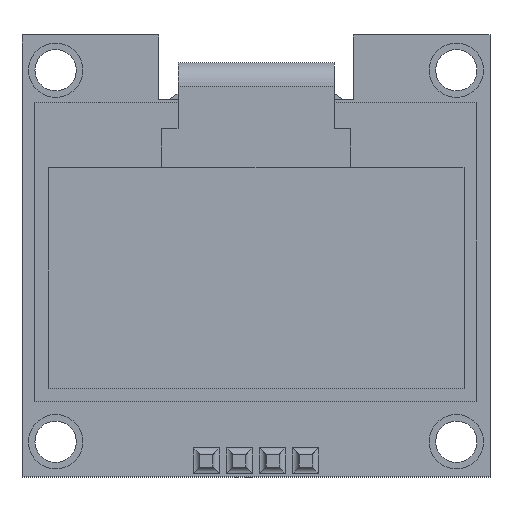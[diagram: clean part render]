
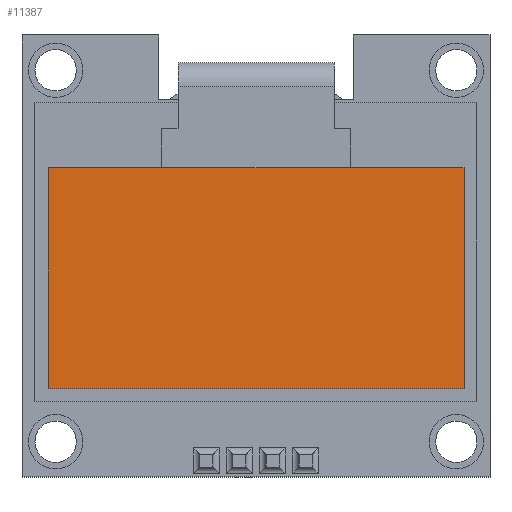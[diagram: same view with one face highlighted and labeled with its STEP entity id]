
A CAD part, top view. The second image highlights one B-rep face of the part: STEP entity #11387.
In plain terms, the highlighted planar face has unit normal (0, 0, 1).
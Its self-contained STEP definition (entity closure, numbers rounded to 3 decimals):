
#10585=CARTESIAN_POINT('',(-16.,6.8,3.6));
#10586=VERTEX_POINT('',#10585);
#10593=CARTESIAN_POINT('',(16.,6.8,3.6));
#10594=VERTEX_POINT('',#10593);
#10595=CARTESIAN_POINT('',(16.,6.8,3.6));
#10596=DIRECTION('',(-1.,-0.,0.));
#10597=VECTOR('',#10596,32.);
#10598=LINE('',#10595,#10597);
#10599=EDGE_CURVE('',#10594,#10586,#10598,.T.);
#11315=CARTESIAN_POINT('',(16.,-10.2,3.6));
#11316=VERTEX_POINT('',#11315);
#11317=CARTESIAN_POINT('',(16.,-10.2,3.6));
#11318=DIRECTION('',(0.,1.,0.));
#11319=VECTOR('',#11318,17.);
#11320=LINE('',#11317,#11319);
#11321=EDGE_CURVE('',#11316,#10594,#11320,.T.);
#11339=CARTESIAN_POINT('',(-16.,-10.2,3.6));
#11340=VERTEX_POINT('',#11339);
#11347=CARTESIAN_POINT('',(-16.,6.8,3.6));
#11348=DIRECTION('',(0.,-1.,0.));
#11349=VECTOR('',#11348,17.);
#11350=LINE('',#11347,#11349);
#11351=EDGE_CURVE('',#10586,#11340,#11350,.T.);
#11365=CARTESIAN_POINT('',(-16.,-10.2,3.6));
#11366=DIRECTION('',(1.,0.,0.));
#11367=VECTOR('',#11366,32.);
#11368=LINE('',#11365,#11367);
#11369=EDGE_CURVE('',#11340,#11316,#11368,.T.);
#11376=CARTESIAN_POINT('',(0.,0.,3.6));
#11377=DIRECTION('',(0.,0.,1.));
#11378=DIRECTION('',(1.,0.,0.));
#11379=AXIS2_PLACEMENT_3D('',#11376,#11377,#11378);
#11380=PLANE('',#11379);
#11381=ORIENTED_EDGE('',*,*,#11321,.T.);
#11382=ORIENTED_EDGE('',*,*,#10599,.T.);
#11383=ORIENTED_EDGE('',*,*,#11351,.T.);
#11384=ORIENTED_EDGE('',*,*,#11369,.T.);
#11385=EDGE_LOOP('',(#11381,#11382,#11383,#11384));
#11386=FACE_BOUND('',#11385,.T.);
#11387=ADVANCED_FACE('',(#11386),#11380,.T.);
